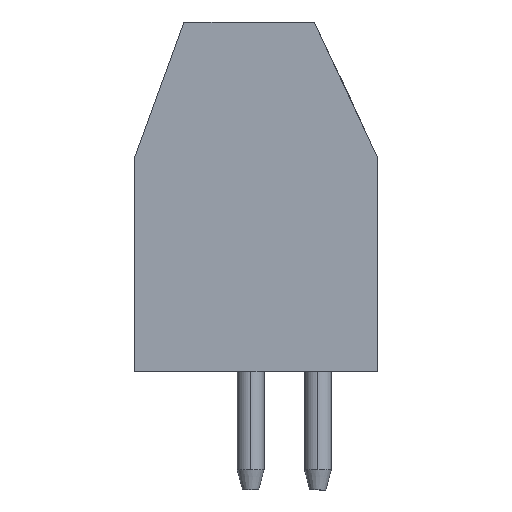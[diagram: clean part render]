
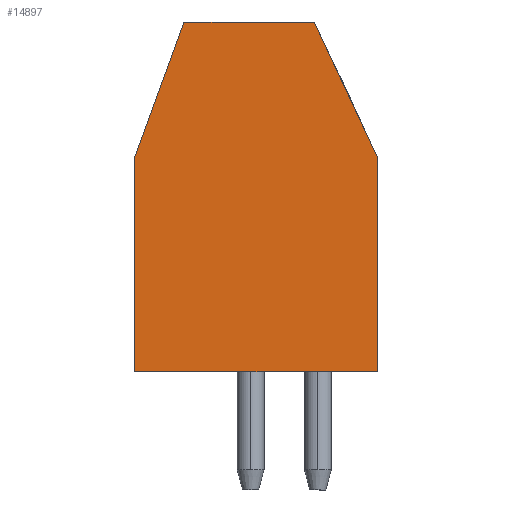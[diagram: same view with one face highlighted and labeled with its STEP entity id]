
A CAD part, left-side view. The second image highlights one B-rep face of the part: STEP entity #14897.
In plain terms, the highlighted planar face has unit normal (-1, 0, 0).
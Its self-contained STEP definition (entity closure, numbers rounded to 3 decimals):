
#451 = CARTESIAN_POINT ( 'NONE',  ( -5., -6.76, 3.152 ) ) ;
#601 = LINE ( 'NONE', #451, #6089 ) ;
#653 = EDGE_CURVE ( 'NONE', #6547, #12945, #9046, .T. ) ;
#887 = EDGE_CURVE ( 'NONE', #13113, #10283, #601, .T. ) ;
#1429 = EDGE_CURVE ( 'NONE', #13113, #13960, #13308, .T. ) ;
#1488 = VECTOR ( 'NONE', #6210, 1000. ) ;
#1846 = DIRECTION ( 'NONE',  ( 0., 0., -1. ) ) ;
#1985 = EDGE_CURVE ( 'NONE', #10283, #12588, #14923, .T. ) ;
#2558 = VECTOR ( 'NONE', #1846, 1000. ) ;
#2584 = LINE ( 'NONE', #12284, #1488 ) ;
#2650 = AXIS2_PLACEMENT_3D ( 'NONE', #12571, #11153, #5190 ) ;
#2955 = VECTOR ( 'NONE', #14355, 1000. ) ;
#3506 = CARTESIAN_POINT ( 'NONE',  ( -5., 4.5, 8. ) ) ;
#4025 = CARTESIAN_POINT ( 'NONE',  ( -5., -4.5, 0. ) ) ;
#4078 = CARTESIAN_POINT ( 'NONE',  ( -5., -2.168, 13. ) ) ;
#4189 = ORIENTED_EDGE ( 'NONE', *, *, #887, .F. ) ;
#5190 = DIRECTION ( 'NONE',  ( 0., 1., 0. ) ) ;
#5313 = DIRECTION ( 'NONE',  ( 0., -0.423, -0.906 ) ) ;
#5724 = CARTESIAN_POINT ( 'NONE',  ( -5., 4.5, 0. ) ) ;
#5829 = CARTESIAN_POINT ( 'NONE',  ( -5., -4.5, 0. ) ) ;
#6089 = VECTOR ( 'NONE', #5313, 1000. ) ;
#6210 = DIRECTION ( 'NONE',  ( 0., 0.342, -0.94 ) ) ;
#6282 = PLANE ( 'NONE',  #2650 ) ;
#6547 = VERTEX_POINT ( 'NONE', #3506 ) ;
#6580 = FACE_OUTER_BOUND ( 'NONE', #12362, .T. ) ;
#6658 = CARTESIAN_POINT ( 'NONE',  ( -5., 0., 0. ) ) ;
#6833 = LINE ( 'NONE', #6658, #9986 ) ;
#7625 = DIRECTION ( 'NONE',  ( 0., 0., -1. ) ) ;
#7856 = EDGE_CURVE ( 'NONE', #12588, #12945, #6833, .T. ) ;
#8692 = CARTESIAN_POINT ( 'NONE',  ( -5., -4.5, 8. ) ) ;
#9046 = LINE ( 'NONE', #12823, #2558 ) ;
#9125 = DIRECTION ( 'NONE',  ( 0., 1., 0. ) ) ;
#9478 = ORIENTED_EDGE ( 'NONE', *, *, #11695, .T. ) ;
#9793 = VECTOR ( 'NONE', #7625, 1000. ) ;
#9986 = VECTOR ( 'NONE', #9125, 1000. ) ;
#10283 = VERTEX_POINT ( 'NONE', #8692 ) ;
#10635 = ORIENTED_EDGE ( 'NONE', *, *, #1429, .T. ) ;
#11152 = CARTESIAN_POINT ( 'NONE',  ( -5., 2.68, 13. ) ) ;
#11153 = DIRECTION ( 'NONE',  ( 1., 0., 0. ) ) ;
#11695 = EDGE_CURVE ( 'NONE', #13960, #6547, #2584, .T. ) ;
#12284 = CARTESIAN_POINT ( 'NONE',  ( -5., 6.545, 2.382 ) ) ;
#12362 = EDGE_LOOP ( 'NONE', ( #9478, #14491, #13959, #14111, #4189, #10635 ) ) ;
#12571 = CARTESIAN_POINT ( 'NONE',  ( -5., 0., 0. ) ) ;
#12588 = VERTEX_POINT ( 'NONE', #5829 ) ;
#12823 = CARTESIAN_POINT ( 'NONE',  ( -5., 4.5, 0. ) ) ;
#12945 = VERTEX_POINT ( 'NONE', #5724 ) ;
#13113 = VERTEX_POINT ( 'NONE', #4078 ) ;
#13308 = LINE ( 'NONE', #14509, #2955 ) ;
#13959 = ORIENTED_EDGE ( 'NONE', *, *, #7856, .F. ) ;
#13960 = VERTEX_POINT ( 'NONE', #11152 ) ;
#14111 = ORIENTED_EDGE ( 'NONE', *, *, #1985, .F. ) ;
#14355 = DIRECTION ( 'NONE',  ( 0., 1., 0. ) ) ;
#14491 = ORIENTED_EDGE ( 'NONE', *, *, #653, .T. ) ;
#14509 = CARTESIAN_POINT ( 'NONE',  ( -5., 0., 13. ) ) ;
#14897 = ADVANCED_FACE ( 'NONE', ( #6580 ), #6282, .F. ) ;
#14923 = LINE ( 'NONE', #4025, #9793 ) ;
